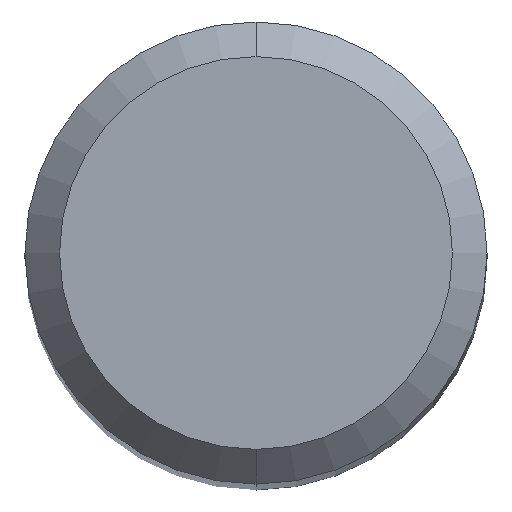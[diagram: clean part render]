
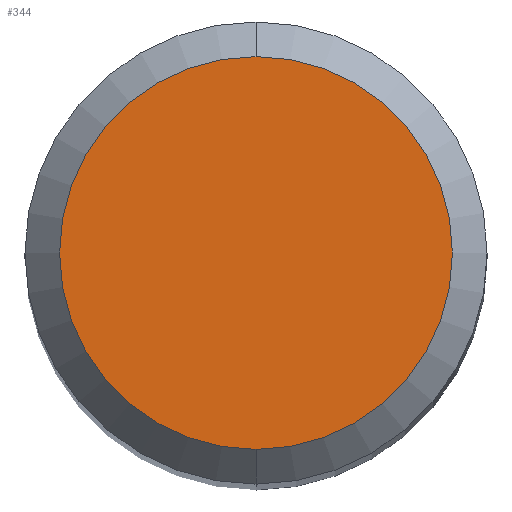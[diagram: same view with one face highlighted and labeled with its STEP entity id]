
A CAD part, top view. The second image highlights one B-rep face of the part: STEP entity #344.
In plain terms, the highlighted planar face has unit normal (0, 0, 1).
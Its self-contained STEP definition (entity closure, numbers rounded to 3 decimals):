
#202=VERTEX_POINT('',#536);
#316=EDGE_CURVE('',#202,#318,#661,.T.);
#318=VERTEX_POINT('',#663);
#344=ADVANCED_FACE('',(#692),#693,.T.);
#372=EDGE_CURVE('',#318,#202,#724,.T.);
#536=CARTESIAN_POINT('',(0.,-1.7,0.0));
#661=CIRCLE('',#1166,1.7);
#663=CARTESIAN_POINT('',(0.0,1.7,0.0));
#692=FACE_OUTER_BOUND('',#1236,.T.);
#693=PLANE('',#1237);
#724=CIRCLE('',#1286,1.7);
#1166=AXIS2_PLACEMENT_3D('',#1686,#1687,#1688);
#1236=EDGE_LOOP('',(#1719,#1720));
#1237=AXIS2_PLACEMENT_3D('',#1721,#1722,#1723);
#1286=AXIS2_PLACEMENT_3D('',#1756,#1757,#1758);
#1686=CARTESIAN_POINT('',(0.0,0.0,0.0));
#1687=DIRECTION('',(0.0,0.0,-1.0));
#1688=DIRECTION('',(0.0,1.0,0.0));
#1719=ORIENTED_EDGE('',*,*,#372,.F.);
#1720=ORIENTED_EDGE('',*,*,#316,.F.);
#1721=CARTESIAN_POINT('',(0.0,0.85,0.0));
#1722=DIRECTION('',(-0.0,0.0,1.0));
#1723=DIRECTION('',(0.0,-1.0,0.0));
#1756=CARTESIAN_POINT('',(0.0,0.0,0.0));
#1757=DIRECTION('',(0.0,0.0,-1.0));
#1758=DIRECTION('',(0.0,1.0,0.0));
